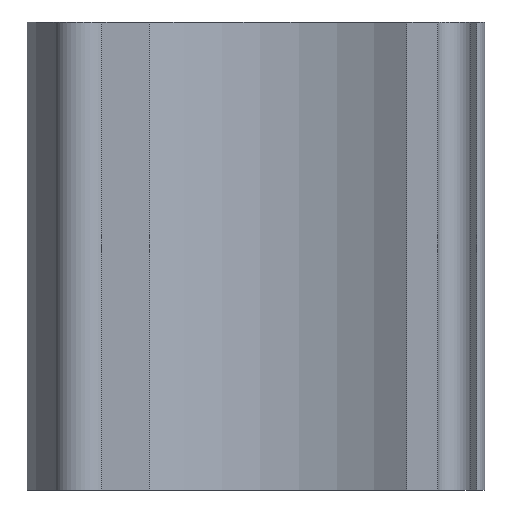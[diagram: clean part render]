
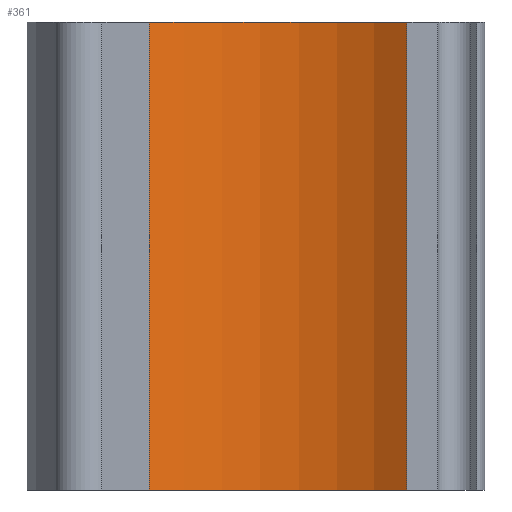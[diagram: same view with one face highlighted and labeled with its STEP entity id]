
A CAD part, left-side view. The second image highlights one B-rep face of the part: STEP entity #361.
In plain terms, the highlighted cylindrical face has radius 37.5 mm (diameter 75 mm), a partial arc.
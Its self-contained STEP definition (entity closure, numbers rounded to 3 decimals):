
#52=FACE_OUTER_BOUND('',#70,.T.);
#70=EDGE_LOOP('',(#282,#283,#284,#285));
#97=LINE('',#630,#125);
#98=LINE('',#636,#126);
#125=VECTOR('',#500,10.);
#126=VECTOR('',#507,10.);
#145=CIRCLE('',#413,37.5);
#146=CIRCLE('',#414,37.5);
#186=VERTEX_POINT('',#626);
#187=VERTEX_POINT('',#628);
#188=VERTEX_POINT('',#632);
#189=VERTEX_POINT('',#634);
#226=EDGE_CURVE('',#186,#187,#97,.T.);
#227=EDGE_CURVE('',#188,#186,#145,.T.);
#228=EDGE_CURVE('',#189,#187,#146,.T.);
#229=EDGE_CURVE('',#188,#189,#98,.T.);
#282=ORIENTED_EDGE('',*,*,#227,.T.);
#283=ORIENTED_EDGE('',*,*,#226,.T.);
#284=ORIENTED_EDGE('',*,*,#228,.F.);
#285=ORIENTED_EDGE('',*,*,#229,.F.);
#347=CYLINDRICAL_SURFACE('',#412,37.5);
#361=ADVANCED_FACE('',(#52),#347,.F.);
#412=AXIS2_PLACEMENT_3D('',#631,#501,#502);
#413=AXIS2_PLACEMENT_3D('',#633,#503,#504);
#414=AXIS2_PLACEMENT_3D('',#635,#505,#506);
#500=DIRECTION('',(0.,0.,1.));
#501=DIRECTION('center_axis',(0.,0.,1.));
#502=DIRECTION('ref_axis',(0.999,-0.044,0.));
#503=DIRECTION('center_axis',(0.,0.,-1.));
#504=DIRECTION('ref_axis',(-1.,0.,0.));
#505=DIRECTION('center_axis',(0.,0.,-1.));
#506=DIRECTION('ref_axis',(-1.,0.,0.));
#507=DIRECTION('',(0.,0.,1.));
#626=CARTESIAN_POINT('',(30.37,-21.998,0.));
#628=CARTESIAN_POINT('',(30.37,-21.998,75.));
#630=CARTESIAN_POINT('',(30.37,-21.998,0.));
#631=CARTESIAN_POINT('Origin',(0.,0.,0.));
#632=CARTESIAN_POINT('',(32.17,19.27,0.));
#633=CARTESIAN_POINT('Origin',(0.,0.,0.));
#634=CARTESIAN_POINT('',(32.17,19.27,75.));
#635=CARTESIAN_POINT('Origin',(0.,0.,75.));
#636=CARTESIAN_POINT('',(32.17,19.27,0.));
